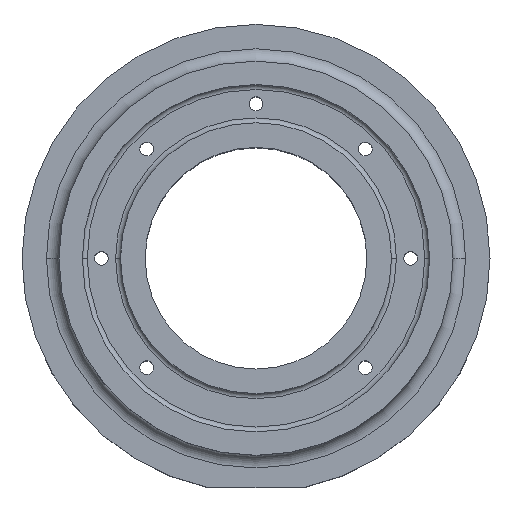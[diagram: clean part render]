
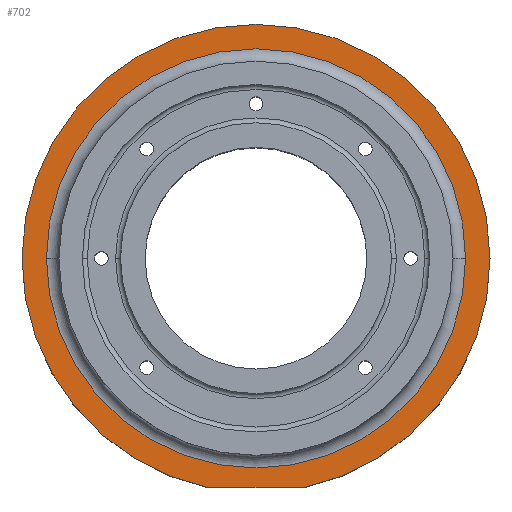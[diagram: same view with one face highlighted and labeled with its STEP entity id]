
A CAD part, top view. The second image highlights one B-rep face of the part: STEP entity #702.
In plain terms, the highlighted planar face has unit normal (0, 0, 1).
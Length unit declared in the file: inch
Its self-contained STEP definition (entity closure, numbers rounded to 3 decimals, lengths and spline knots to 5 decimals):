
#18 = LINE ( 'NONE', #1738, #109 ) ;
#71 = CARTESIAN_POINT ( 'NONE',  ( -3.35, 0., -1.07751 ) ) ;
#80 = CARTESIAN_POINT ( 'NONE',  ( 0., 3.74, -1.07751 ) ) ;
#90 = EDGE_CURVE ( 'NONE', #990, #1634, #546, .T. ) ;
#99 = PLANE ( 'NONE',  #401 ) ;
#109 = VECTOR ( 'NONE', #1188, 39.37008 ) ;
#124 = DIRECTION ( 'NONE',  ( 0., 0., 1. ) ) ;
#220 = EDGE_CURVE ( 'NONE', #253, #1545, #1064, .T. ) ;
#231 = ORIENTED_EDGE ( 'NONE', *, *, #90, .T. ) ;
#253 = VERTEX_POINT ( 'NONE', #1460 ) ;
#255 = CARTESIAN_POINT ( 'NONE',  ( 0., 0., -1.07751 ) ) ;
#262 = CIRCLE ( 'NONE', #498, 3.35 ) ;
#275 = ORIENTED_EDGE ( 'NONE', *, *, #742, .T. ) ;
#375 = CARTESIAN_POINT ( 'NONE',  ( -0.76942, -3.66, -1.07751 ) ) ;
#383 = EDGE_CURVE ( 'NONE', #1634, #253, #18, .T. ) ;
#393 = DIRECTION ( 'NONE',  ( -1., 0., 0. ) ) ;
#401 = AXIS2_PLACEMENT_3D ( 'NONE', #80, #1382, #393 ) ;
#416 = DIRECTION ( 'NONE',  ( 0., 0., 1. ) ) ;
#498 = AXIS2_PLACEMENT_3D ( 'NONE', #1843, #416, #1282 ) ;
#504 = ORIENTED_EDGE ( 'NONE', *, *, #714, .F. ) ;
#546 = CIRCLE ( 'NONE', #1331, 3.74 ) ;
#570 = DIRECTION ( 'NONE',  ( 0., 0., 1. ) ) ;
#578 = CARTESIAN_POINT ( 'NONE',  ( 0., 0., -1.07751 ) ) ;
#596 = CIRCLE ( 'NONE', #692, 3.74 ) ;
#644 = EDGE_CURVE ( 'NONE', #680, #678, #908, .T. ) ;
#678 = VERTEX_POINT ( 'NONE', #841 ) ;
#680 = VERTEX_POINT ( 'NONE', #71 ) ;
#692 = AXIS2_PLACEMENT_3D ( 'NONE', #1145, #124, #1008 ) ;
#702 = ADVANCED_FACE ( 'NONE', ( #1285, #1803 ), #99, .F. ) ;
#714 = EDGE_CURVE ( 'NONE', #678, #680, #262, .T. ) ;
#742 = EDGE_CURVE ( 'NONE', #1545, #990, #596, .T. ) ;
#757 = CARTESIAN_POINT ( 'NONE',  ( 0., 0., -1.07751 ) ) ;
#800 = EDGE_LOOP ( 'NONE', ( #504, #1415 ) ) ;
#825 = DIRECTION ( 'NONE',  ( 1., 0., 0. ) ) ;
#841 = CARTESIAN_POINT ( 'NONE',  ( 3.35, 0., -1.07751 ) ) ;
#871 = ORIENTED_EDGE ( 'NONE', *, *, #383, .T. ) ;
#908 = CIRCLE ( 'NONE', #1122, 3.35 ) ;
#952 = DIRECTION ( 'NONE',  ( 0., 0., 1. ) ) ;
#990 = VERTEX_POINT ( 'NONE', #1403 ) ;
#1008 = DIRECTION ( 'NONE',  ( 1., 0., 0. ) ) ;
#1064 = CIRCLE ( 'NONE', #1379, 3.74 ) ;
#1086 = CARTESIAN_POINT ( 'NONE',  ( 3.74, 0., -1.07751 ) ) ;
#1115 = DIRECTION ( 'NONE',  ( 1., 0., 0. ) ) ;
#1122 = AXIS2_PLACEMENT_3D ( 'NONE', #255, #952, #1115 ) ;
#1145 = CARTESIAN_POINT ( 'NONE',  ( 0., 0., -1.07751 ) ) ;
#1161 = EDGE_LOOP ( 'NONE', ( #1802, #275, #231, #871 ) ) ;
#1180 = DIRECTION ( 'NONE',  ( 1., 0., 0. ) ) ;
#1188 = DIRECTION ( 'NONE',  ( 1., 0., 0. ) ) ;
#1282 = DIRECTION ( 'NONE',  ( 1., 0., 0. ) ) ;
#1285 = FACE_BOUND ( 'NONE', #800, .T. ) ;
#1331 = AXIS2_PLACEMENT_3D ( 'NONE', #578, #570, #825 ) ;
#1379 = AXIS2_PLACEMENT_3D ( 'NONE', #757, #1586, #1180 ) ;
#1382 = DIRECTION ( 'NONE',  ( 0., 0., -1. ) ) ;
#1403 = CARTESIAN_POINT ( 'NONE',  ( -3.74, 0., -1.07751 ) ) ;
#1415 = ORIENTED_EDGE ( 'NONE', *, *, #644, .F. ) ;
#1460 = CARTESIAN_POINT ( 'NONE',  ( 0.76942, -3.66, -1.07751 ) ) ;
#1545 = VERTEX_POINT ( 'NONE', #1086 ) ;
#1586 = DIRECTION ( 'NONE',  ( 0., 0., 1. ) ) ;
#1634 = VERTEX_POINT ( 'NONE', #375 ) ;
#1738 = CARTESIAN_POINT ( 'NONE',  ( 0., -3.66, -1.07751 ) ) ;
#1802 = ORIENTED_EDGE ( 'NONE', *, *, #220, .T. ) ;
#1803 = FACE_OUTER_BOUND ( 'NONE', #1161, .T. ) ;
#1843 = CARTESIAN_POINT ( 'NONE',  ( 0., 0., -1.07751 ) ) ;
